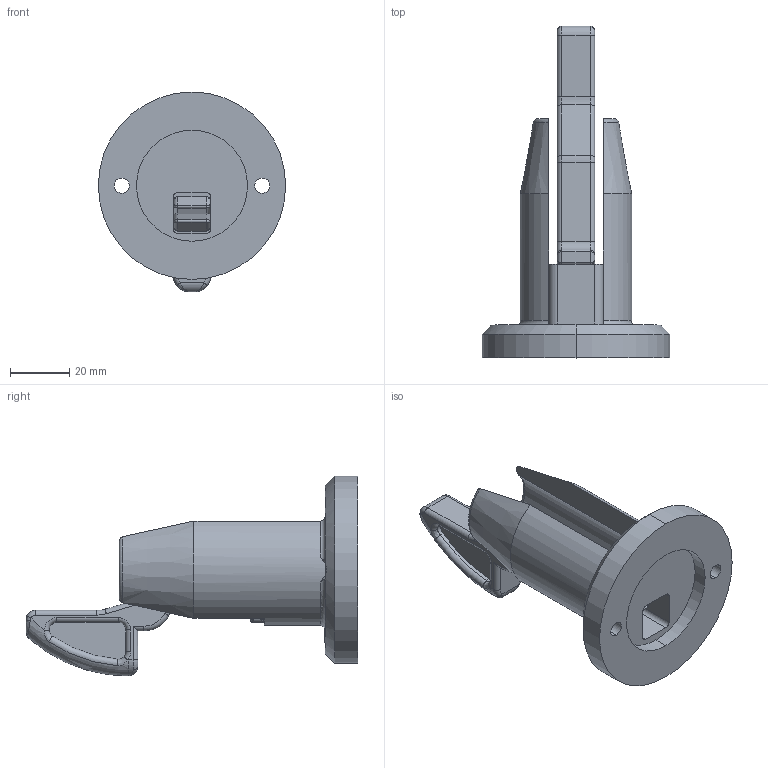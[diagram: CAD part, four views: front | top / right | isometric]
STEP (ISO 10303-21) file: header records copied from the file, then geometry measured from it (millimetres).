
FILE_DESCRIPTION (( 'STEP AP203' ), '1' );
FILE_NAME ('1042-1.STEP', '2014-08-28T18:32:55', ( 'jgonzalez' ), ( '' ), 'SwSTEP 2.0', 'SolidWorks 2014', '' );
FILE_SCHEMA (( 'CONFIG_CONTROL_DESIGN' ));
Length unit declared in the file: inch
Products named in the file (3): 1042-1 Adapter Lok; 1042-1; 1042-1 Base
Assembly tree (2 placements, depth 2):
  1042-1
    1042-1 Base
    1042-1 Adapter Lok
Bounding box: 63.5 x 112.47 x 67.76 mm (x, y, z)
Volume: 67960.4 mm3; surface area: 25778.9 mm2
Topology: 2 solids, 2 shells, 336 faces, 837 edges, 497 vertices
Faces by surface type: plane 126, cylinder 98, bspline 62, torus 42, cone 8
Entity records: 13245 total; most frequent: CARTESIAN_POINT 5464, ORIENTED_EDGE 1634, DIRECTION 1458, EDGE_CURVE 817, AXIS2_PLACEMENT_3D 515, VERTEX_POINT 497, VECTOR 428, LINE 428
